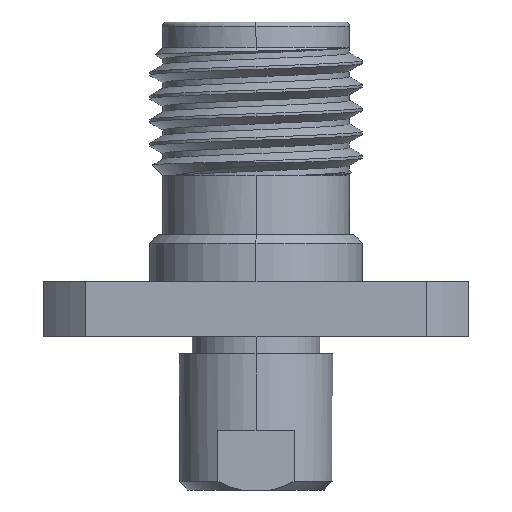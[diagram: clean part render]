
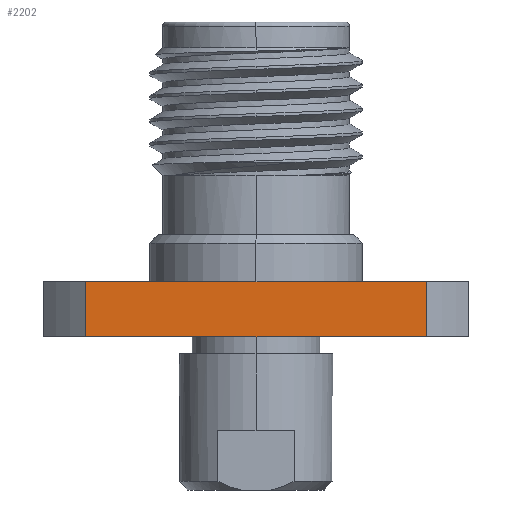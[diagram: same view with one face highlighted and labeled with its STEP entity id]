
A CAD part, left-side view. The second image highlights one B-rep face of the part: STEP entity #2202.
In plain terms, the highlighted planar face has unit normal (-1, 0, 0).
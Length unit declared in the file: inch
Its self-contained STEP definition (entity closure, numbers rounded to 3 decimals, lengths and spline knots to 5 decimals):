
#87 = ORIENTED_EDGE ( 'NONE', *, *, #1888, .T. ) ;
#186 = DIRECTION ( 'NONE',  ( 1., 0., 0. ) ) ;
#302 = DIRECTION ( 'NONE',  ( 0., -1., 0. ) ) ;
#330 = CARTESIAN_POINT ( 'NONE',  ( -0.25, 0.20021, 0. ) ) ;
#523 = VECTOR ( 'NONE', #302, 39.37008 ) ;
#567 = EDGE_CURVE ( 'NONE', #3066, #2386, #891, .T. ) ;
#630 = DIRECTION ( 'NONE',  ( 0., 0., 1. ) ) ;
#842 = LINE ( 'NONE', #1593, #2852 ) ;
#891 = LINE ( 'NONE', #1964, #2239 ) ;
#918 = DIRECTION ( 'NONE',  ( 0., 0., -1. ) ) ;
#928 = EDGE_CURVE ( 'NONE', #2386, #2290, #3289, .T. ) ;
#934 = VERTEX_POINT ( 'NONE', #3232 ) ;
#974 = CARTESIAN_POINT ( 'NONE',  ( -0.25, -0.25, 0.065 ) ) ;
#987 = ORIENTED_EDGE ( 'NONE', *, *, #928, .F. ) ;
#1265 = PLANE ( 'NONE',  #1944 ) ;
#1321 = EDGE_CURVE ( 'NONE', #2290, #934, #842, .T. ) ;
#1429 = CARTESIAN_POINT ( 'NONE',  ( -0.25, -0.25, 0.065 ) ) ;
#1519 = ORIENTED_EDGE ( 'NONE', *, *, #567, .F. ) ;
#1593 = CARTESIAN_POINT ( 'NONE',  ( -0.25, -0.20021, -0.075 ) ) ;
#1810 = DIRECTION ( 'NONE',  ( 0., 0., -1. ) ) ;
#1888 = EDGE_CURVE ( 'NONE', #3066, #934, #2805, .T. ) ;
#1944 = AXIS2_PLACEMENT_3D ( 'NONE', #974, #186, #1810 ) ;
#1964 = CARTESIAN_POINT ( 'NONE',  ( -0.25, 0.20021, -0.075 ) ) ;
#1988 = FACE_OUTER_BOUND ( 'NONE', #3405, .T. ) ;
#2081 = VECTOR ( 'NONE', #3027, 39.37008 ) ;
#2202 = ADVANCED_FACE ( 'NONE', ( #1988 ), #1265, .F. ) ;
#2215 = CARTESIAN_POINT ( 'NONE',  ( -0.25, -0.25, 0. ) ) ;
#2239 = VECTOR ( 'NONE', #630, 39.37008 ) ;
#2290 = VERTEX_POINT ( 'NONE', #2872 ) ;
#2386 = VERTEX_POINT ( 'NONE', #3374 ) ;
#2805 = LINE ( 'NONE', #2215, #2081 ) ;
#2852 = VECTOR ( 'NONE', #918, 39.37008 ) ;
#2872 = CARTESIAN_POINT ( 'NONE',  ( -0.25, -0.20021, 0.065 ) ) ;
#3027 = DIRECTION ( 'NONE',  ( 0., -1., 0. ) ) ;
#3066 = VERTEX_POINT ( 'NONE', #330 ) ;
#3232 = CARTESIAN_POINT ( 'NONE',  ( -0.25, -0.20021, 0. ) ) ;
#3278 = ORIENTED_EDGE ( 'NONE', *, *, #1321, .F. ) ;
#3289 = LINE ( 'NONE', #1429, #523 ) ;
#3374 = CARTESIAN_POINT ( 'NONE',  ( -0.25, 0.20021, 0.065 ) ) ;
#3405 = EDGE_LOOP ( 'NONE', ( #1519, #87, #3278, #987 ) ) ;
